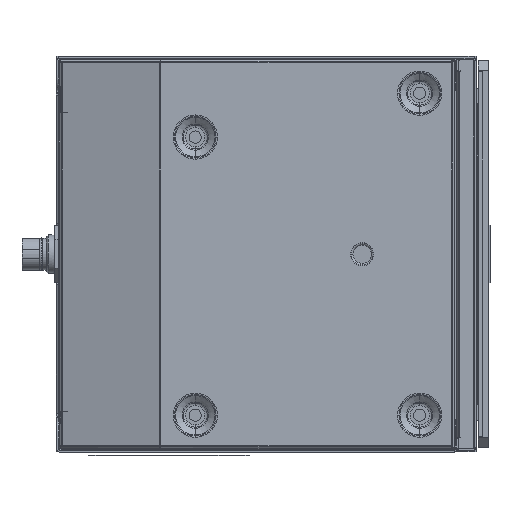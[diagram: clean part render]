
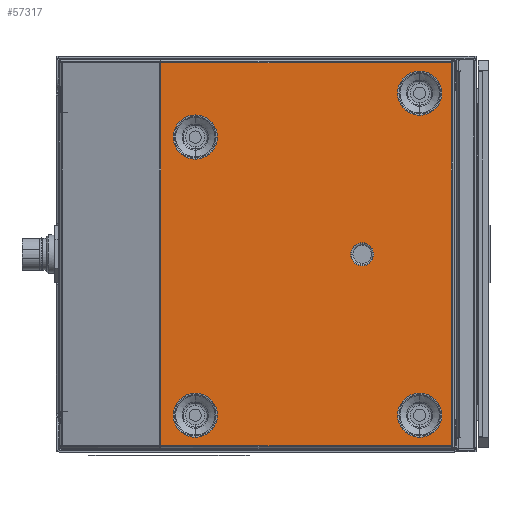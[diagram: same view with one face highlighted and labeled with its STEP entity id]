
A CAD part, front view. The second image highlights one B-rep face of the part: STEP entity #57317.
In plain terms, the highlighted planar face has unit normal (0, -1, 0).
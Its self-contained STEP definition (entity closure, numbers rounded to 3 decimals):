
#430 = DIRECTION ( 'NONE',  ( 0., 0., -1. ) ) ;
#469 = DIRECTION ( 'NONE',  ( 0., 0., 1. ) ) ;
#762 = ORIENTED_EDGE ( 'NONE', *, *, #64949, .F. ) ;
#943 = EDGE_LOOP ( 'NONE', ( #53952, #56897 ) ) ;
#1206 = CARTESIAN_POINT ( 'NONE',  ( -2.638, -0.045, 4.904 ) ) ;
#1268 = CARTESIAN_POINT ( 'NONE',  ( -2.633, -0.045, 4.904 ) ) ;
#1551 = VERTEX_POINT ( 'NONE', #52109 ) ;
#1758 = VECTOR ( 'NONE', #45621, 39.37 ) ;
#1821 = FACE_BOUND ( 'NONE', #68258, .T. ) ;
#2425 = ORIENTED_EDGE ( 'NONE', *, *, #55289, .T. ) ;
#2473 = VECTOR ( 'NONE', #30976, 39.37 ) ;
#3057 = EDGE_CURVE ( 'NONE', #34297, #76739, #31291, .T. ) ;
#3314 = CIRCLE ( 'NONE', #54003, 0.566 ) ;
#3554 = LINE ( 'NONE', #63441, #1758 ) ;
#4145 = CARTESIAN_POINT ( 'NONE',  ( 2.525, -0.045, 0. ) ) ;
#4235 = AXIS2_PLACEMENT_3D ( 'NONE', #62491, #47805, #58898 ) ;
#4568 = ORIENTED_EDGE ( 'NONE', *, *, #45218, .F. ) ;
#5185 = CARTESIAN_POINT ( 'NONE',  ( 4., -0.045, 3.559 ) ) ;
#5715 = DIRECTION ( 'NONE',  ( 0., 0., -1. ) ) ;
#6712 = DIRECTION ( 'NONE',  ( 0., -1., 0. ) ) ;
#8552 = FACE_BOUND ( 'NONE', #943, .T. ) ;
#9726 = FACE_BOUND ( 'NONE', #53273, .T. ) ;
#11549 = CARTESIAN_POINT ( 'NONE',  ( 4., -0.045, 4.125 ) ) ;
#11763 = EDGE_CURVE ( 'NONE', #63459, #60969, #36459, .T. ) ;
#12372 = CARTESIAN_POINT ( 'NONE',  ( 2.525, -0.045, 0. ) ) ;
#12594 = AXIS2_PLACEMENT_3D ( 'NONE', #35046, #16787, #47341 ) ;
#13338 = EDGE_LOOP ( 'NONE', ( #57389, #39877 ) ) ;
#14072 = DIRECTION ( 'NONE',  ( 0., -1., 0. ) ) ;
#16385 = VERTEX_POINT ( 'NONE', #44297 ) ;
#16492 = CARTESIAN_POINT ( 'NONE',  ( -1.75, -0.045, 3. ) ) ;
#16787 = DIRECTION ( 'NONE',  ( 0., -1., 0. ) ) ;
#17438 = DIRECTION ( 'NONE',  ( 0., 0., -1. ) ) ;
#17546 = VERTEX_POINT ( 'NONE', #56567 ) ;
#18008 = CARTESIAN_POINT ( 'NONE',  ( 4., -0.045, -4.125 ) ) ;
#18867 = CARTESIAN_POINT ( 'NONE',  ( 4., -0.045, 4.125 ) ) ;
#19196 = ORIENTED_EDGE ( 'NONE', *, *, #32699, .F. ) ;
#20084 = DIRECTION ( 'NONE',  ( 1., 0., 0. ) ) ;
#21186 = EDGE_CURVE ( 'NONE', #30544, #42404, #25260, .T. ) ;
#21623 = FACE_BOUND ( 'NONE', #13338, .T. ) ;
#21654 = AXIS2_PLACEMENT_3D ( 'NONE', #18008, #54901, #5715 ) ;
#23656 = DIRECTION ( 'NONE',  ( 0., 0., -1. ) ) ;
#23937 = CARTESIAN_POINT ( 'NONE',  ( -2.633, -0.045, 4.904 ) ) ;
#24217 = CIRCLE ( 'NONE', #21654, 0.566 ) ;
#24557 = CARTESIAN_POINT ( 'NONE',  ( -1.75, -0.045, -4.125 ) ) ;
#24563 = EDGE_CURVE ( 'NONE', #55162, #36961, #45810, .T. ) ;
#25260 = LINE ( 'NONE', #56568, #27072 ) ;
#25563 = DIRECTION ( 'NONE',  ( 0., -1., 0. ) ) ;
#25620 = EDGE_CURVE ( 'NONE', #60969, #63459, #76542, .T. ) ;
#27072 = VECTOR ( 'NONE', #20084, 39.37 ) ;
#27674 = EDGE_CURVE ( 'NONE', #76739, #34297, #3314, .T. ) ;
#28206 = CARTESIAN_POINT ( 'NONE',  ( -1.75, -0.045, -4.691 ) ) ;
#28727 = EDGE_LOOP ( 'NONE', ( #2425, #54964 ) ) ;
#29128 = DIRECTION ( 'NONE',  ( 0., 1., 0. ) ) ;
#30412 = CARTESIAN_POINT ( 'NONE',  ( 4.811, -0.045, -4.904 ) ) ;
#30506 = CARTESIAN_POINT ( 'NONE',  ( -1.75, -0.045, -3.559 ) ) ;
#30544 = VERTEX_POINT ( 'NONE', #69249 ) ;
#30637 = DIRECTION ( 'NONE',  ( 0., 1., 0. ) ) ;
#30976 = DIRECTION ( 'NONE',  ( 1., 0., 0. ) ) ;
#31291 = CIRCLE ( 'NONE', #49077, 0.566 ) ;
#31655 = CARTESIAN_POINT ( 'NONE',  ( -1.75, -0.045, 3.566 ) ) ;
#32699 = EDGE_CURVE ( 'NONE', #47782, #16385, #67809, .T. ) ;
#32768 = FACE_BOUND ( 'NONE', #28727, .T. ) ;
#33297 = AXIS2_PLACEMENT_3D ( 'NONE', #4145, #29128, #76685 ) ;
#33906 = DIRECTION ( 'NONE',  ( 0., 0., -1. ) ) ;
#34297 = VERTEX_POINT ( 'NONE', #30506 ) ;
#35046 = CARTESIAN_POINT ( 'NONE',  ( -1.75, -0.045, 3. ) ) ;
#35198 = EDGE_CURVE ( 'NONE', #36961, #55162, #24217, .T. ) ;
#35427 = CIRCLE ( 'NONE', #12594, 0.566 ) ;
#36278 = CIRCLE ( 'NONE', #54002, 0.295 ) ;
#36459 = CIRCLE ( 'NONE', #46589, 0.566 ) ;
#36961 = VERTEX_POINT ( 'NONE', #62104 ) ;
#37944 = EDGE_LOOP ( 'NONE', ( #39309, #762, #19196, #47806 ) ) ;
#38320 = PLANE ( 'NONE',  #4235 ) ;
#38662 = CARTESIAN_POINT ( 'NONE',  ( -1.75, -0.045, -4.125 ) ) ;
#38815 = EDGE_CURVE ( 'NONE', #57434, #1551, #36278, .T. ) ;
#39309 = ORIENTED_EDGE ( 'NONE', *, *, #21186, .T. ) ;
#39877 = ORIENTED_EDGE ( 'NONE', *, *, #24563, .F. ) ;
#40651 = ORIENTED_EDGE ( 'NONE', *, *, #27674, .F. ) ;
#41060 = CARTESIAN_POINT ( 'NONE',  ( 2.525, -0.045, -0.295 ) ) ;
#41105 = AXIS2_PLACEMENT_3D ( 'NONE', #18867, #49038, #23656 ) ;
#42333 = CIRCLE ( 'NONE', #48685, 0.566 ) ;
#42404 = VERTEX_POINT ( 'NONE', #30412 ) ;
#43340 = DIRECTION ( 'NONE',  ( 0., 0., -1. ) ) ;
#43637 = VECTOR ( 'NONE', #43340, 39.37 ) ;
#44297 = CARTESIAN_POINT ( 'NONE',  ( 4.811, -0.045, 4.904 ) ) ;
#45031 = CARTESIAN_POINT ( 'NONE',  ( 4., -0.045, -3.559 ) ) ;
#45218 = EDGE_CURVE ( 'NONE', #17546, #48381, #42333, .T. ) ;
#45621 = DIRECTION ( 'NONE',  ( 0., 0., -1. ) ) ;
#45810 = CIRCLE ( 'NONE', #56089, 0.566 ) ;
#45875 = EDGE_CURVE ( 'NONE', #47782, #30544, #66718, .T. ) ;
#46589 = AXIS2_PLACEMENT_3D ( 'NONE', #11549, #72202, #430 ) ;
#47269 = CARTESIAN_POINT ( 'NONE',  ( 4., -0.045, 4.691 ) ) ;
#47341 = DIRECTION ( 'NONE',  ( 0., 0., -1. ) ) ;
#47782 = VERTEX_POINT ( 'NONE', #23937 ) ;
#47805 = DIRECTION ( 'NONE',  ( 0., 1., 0. ) ) ;
#47806 = ORIENTED_EDGE ( 'NONE', *, *, #45875, .T. ) ;
#48381 = VERTEX_POINT ( 'NONE', #31655 ) ;
#48685 = AXIS2_PLACEMENT_3D ( 'NONE', #16492, #69236, #51423 ) ;
#49038 = DIRECTION ( 'NONE',  ( 0., -1., 0. ) ) ;
#49077 = AXIS2_PLACEMENT_3D ( 'NONE', #38662, #25563, #50583 ) ;
#50194 = CARTESIAN_POINT ( 'NONE',  ( 4., -0.045, -4.125 ) ) ;
#50583 = DIRECTION ( 'NONE',  ( 0., 0., -1. ) ) ;
#51423 = DIRECTION ( 'NONE',  ( 0., 0., -1. ) ) ;
#52109 = CARTESIAN_POINT ( 'NONE',  ( 2.525, -0.045, 0.295 ) ) ;
#52438 = ORIENTED_EDGE ( 'NONE', *, *, #3057, .F. ) ;
#53273 = EDGE_LOOP ( 'NONE', ( #40651, #52438 ) ) ;
#53952 = ORIENTED_EDGE ( 'NONE', *, *, #25620, .F. ) ;
#54002 = AXIS2_PLACEMENT_3D ( 'NONE', #12372, #30637, #469 ) ;
#54003 = AXIS2_PLACEMENT_3D ( 'NONE', #24557, #6712, #17438 ) ;
#54901 = DIRECTION ( 'NONE',  ( 0., -1., 0. ) ) ;
#54964 = ORIENTED_EDGE ( 'NONE', *, *, #38815, .T. ) ;
#55162 = VERTEX_POINT ( 'NONE', #45031 ) ;
#55289 = EDGE_CURVE ( 'NONE', #1551, #57434, #67462, .T. ) ;
#56089 = AXIS2_PLACEMENT_3D ( 'NONE', #50194, #14072, #33906 ) ;
#56550 = FACE_OUTER_BOUND ( 'NONE', #37944, .T. ) ;
#56567 = CARTESIAN_POINT ( 'NONE',  ( -1.75, -0.045, 2.434 ) ) ;
#56568 = CARTESIAN_POINT ( 'NONE',  ( -2.638, -0.045, -4.904 ) ) ;
#56897 = ORIENTED_EDGE ( 'NONE', *, *, #11763, .F. ) ;
#57317 = ADVANCED_FACE ( 'NONE', ( #1821, #8552, #9726, #21623, #32768, #56550 ), #38320, .F. ) ;
#57389 = ORIENTED_EDGE ( 'NONE', *, *, #35198, .F. ) ;
#57434 = VERTEX_POINT ( 'NONE', #41060 ) ;
#58898 = DIRECTION ( 'NONE',  ( 1., 0., 0. ) ) ;
#60616 = EDGE_CURVE ( 'NONE', #48381, #17546, #35427, .T. ) ;
#60969 = VERTEX_POINT ( 'NONE', #5185 ) ;
#62104 = CARTESIAN_POINT ( 'NONE',  ( 4., -0.045, -4.691 ) ) ;
#62491 = CARTESIAN_POINT ( 'NONE',  ( -2.638, -0.045, 4.904 ) ) ;
#62933 = ORIENTED_EDGE ( 'NONE', *, *, #60616, .F. ) ;
#63441 = CARTESIAN_POINT ( 'NONE',  ( 4.811, -0.045, 4.904 ) ) ;
#63459 = VERTEX_POINT ( 'NONE', #47269 ) ;
#64949 = EDGE_CURVE ( 'NONE', #16385, #42404, #3554, .T. ) ;
#66718 = LINE ( 'NONE', #1268, #43637 ) ;
#67462 = CIRCLE ( 'NONE', #33297, 0.295 ) ;
#67809 = LINE ( 'NONE', #1206, #2473 ) ;
#68258 = EDGE_LOOP ( 'NONE', ( #4568, #62933 ) ) ;
#69236 = DIRECTION ( 'NONE',  ( 0., -1., 0. ) ) ;
#69249 = CARTESIAN_POINT ( 'NONE',  ( -2.633, -0.045, -4.904 ) ) ;
#72202 = DIRECTION ( 'NONE',  ( 0., -1., 0. ) ) ;
#76542 = CIRCLE ( 'NONE', #41105, 0.566 ) ;
#76685 = DIRECTION ( 'NONE',  ( 0., 0., 1. ) ) ;
#76739 = VERTEX_POINT ( 'NONE', #28206 ) ;
